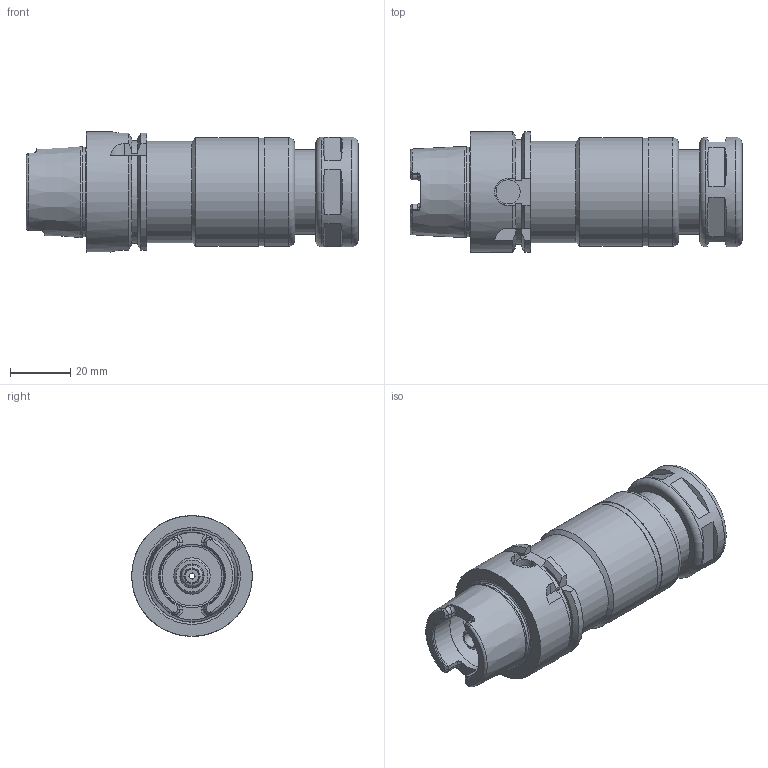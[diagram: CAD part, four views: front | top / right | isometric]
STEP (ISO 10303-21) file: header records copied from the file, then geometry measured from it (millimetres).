
FILE_DESCRIPTION((''),'2;1');
FILE_NAME('536013116090-3D.stp','2020-01-07T13:26:04',('nttooll'),(''),'Autodesk Inventor 2012','Autodesk Inventor 2012','');
FILE_SCHEMA(('AUTOMOTIVE_DESIGN { 1 0 10303 214 1 1 1 1 }'));
Length unit declared in the file: millimetre
Products named in the file (1): 536013116090-3D
Bounding box: 110 x 40 x 40 mm (x, y, z)
Volume: 73549 mm3; surface area: 24447.3 mm2
Topology: 1 solids, 2 shells, 188 faces, 417 edges, 259 vertices
Faces by surface type: plane 84, cylinder 53, cone 31, torus 20
Full cylindrical faces by diameter (mm): 2 x1, 4.5 x1, 5 x1, 5.103 x1, 6.5 x1, 7.5 x1, 8 x2, 12 x1, 12.8 x1, 13.319 x1, 15.8 x1, 17 x2, 17.5 x2, 20 x1, 21 x1, 21.8 x1, 22.1 x1, 24.5 x1, 25.5 x1, 28 x2, 29.8 x1, 33.5 x1, 35.6 x1, 36 x2, 36.3 x1, 40 x1
Entity records: 5021 total; most frequent: CARTESIAN_POINT 1050, DIRECTION 861, ORIENTED_EDGE 706, AXIS2_PLACEMENT_3D 363, EDGE_CURVE 353, EDGE_LOOP 277, VERTEX_POINT 254, FACE_OUTER_BOUND 188
